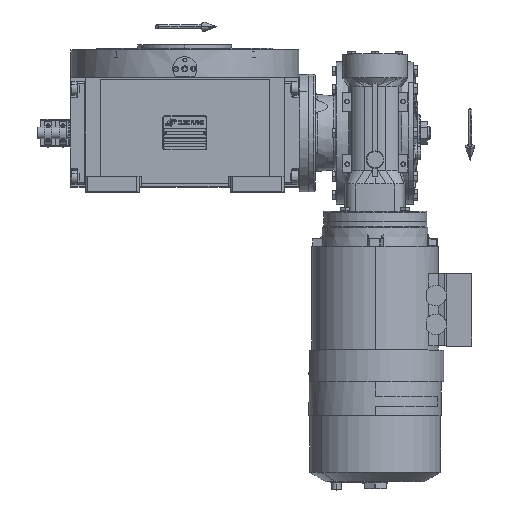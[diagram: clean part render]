
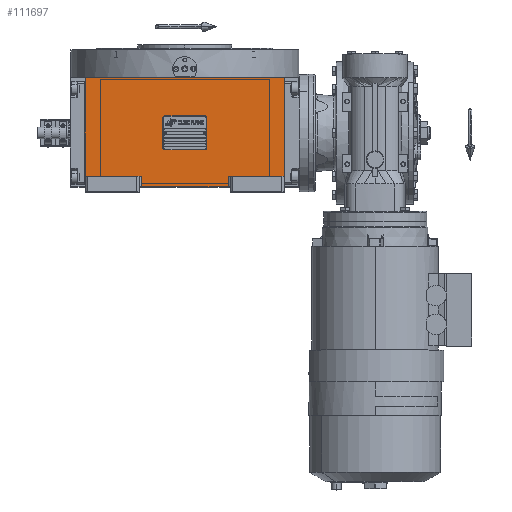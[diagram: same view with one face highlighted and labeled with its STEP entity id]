
A CAD part, top view. The second image highlights one B-rep face of the part: STEP entity #111697.
In plain terms, the highlighted planar face has unit normal (0, 0, 1).
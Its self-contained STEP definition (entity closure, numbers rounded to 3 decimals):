
#38 = EDGE_CURVE ( 'NONE', #85026, #76436, #77735, .T. ) ;
#4659 = DIRECTION ( 'NONE',  ( 0., 0., 1. ) ) ;
#7223 = EDGE_CURVE ( 'NONE', #125717, #106657, #131096, .T. ) ;
#9699 = CARTESIAN_POINT ( 'NONE',  ( 59., -73., 226. ) ) ;
#15087 = ORIENTED_EDGE ( 'NONE', *, *, #7223, .F. ) ;
#17333 = VECTOR ( 'NONE', #108207, 1000. ) ;
#18014 = VECTOR ( 'NONE', #28104, 1000. ) ;
#20854 = CARTESIAN_POINT ( 'NONE',  ( -59., -59., 226. ) ) ;
#21812 = EDGE_CURVE ( 'NONE', #85026, #132418, #66215, .T. ) ;
#22290 = DIRECTION ( 'NONE',  ( 1., 0., 0. ) ) ;
#26641 = CARTESIAN_POINT ( 'NONE',  ( 135., 75., 226. ) ) ;
#28104 = DIRECTION ( 'NONE',  ( 0., 1., 0. ) ) ;
#30404 = DIRECTION ( 'NONE',  ( 1., 0., 0. ) ) ;
#32948 = ORIENTED_EDGE ( 'NONE', *, *, #58039, .F. ) ;
#35461 = DIRECTION ( 'NONE',  ( 0., 1., 0. ) ) ;
#35700 = CARTESIAN_POINT ( 'NONE',  ( -135., -73., 226. ) ) ;
#38293 = LINE ( 'NONE', #43710, #81280 ) ;
#39216 = CARTESIAN_POINT ( 'NONE',  ( -135., -59., 226. ) ) ;
#43359 = VECTOR ( 'NONE', #35461, 1000. ) ;
#43710 = CARTESIAN_POINT ( 'NONE',  ( -59., -73., 226. ) ) ;
#44439 = ORIENTED_EDGE ( 'NONE', *, *, #104715, .T. ) ;
#44866 = AXIS2_PLACEMENT_3D ( 'NONE', #35700, #4659, #130648 ) ;
#47036 = CARTESIAN_POINT ( 'NONE',  ( -135., -59., 226. ) ) ;
#57760 = DIRECTION ( 'NONE',  ( 1., 0., 0. ) ) ;
#58039 = EDGE_CURVE ( 'NONE', #93350, #135917, #99992, .T. ) ;
#63311 = EDGE_LOOP ( 'NONE', ( #127292, #129635, #68475, #44439, #67862, #32948, #128118, #15087 ) ) ;
#66215 = LINE ( 'NONE', #108888, #17333 ) ;
#66989 = DIRECTION ( 'NONE',  ( 0., 1., 0. ) ) ;
#67862 = ORIENTED_EDGE ( 'NONE', *, *, #69406, .F. ) ;
#68475 = ORIENTED_EDGE ( 'NONE', *, *, #38, .T. ) ;
#68765 = CARTESIAN_POINT ( 'NONE',  ( 59., -59., 226. ) ) ;
#69406 = EDGE_CURVE ( 'NONE', #135917, #100125, #124687, .T. ) ;
#74665 = CARTESIAN_POINT ( 'NONE',  ( 59., -59., 226. ) ) ;
#75935 = CARTESIAN_POINT ( 'NONE',  ( -135., -59., 226. ) ) ;
#76436 = VERTEX_POINT ( 'NONE', #77762 ) ;
#77735 = LINE ( 'NONE', #68765, #135214 ) ;
#77762 = CARTESIAN_POINT ( 'NONE',  ( 135., -59., 226. ) ) ;
#77786 = VECTOR ( 'NONE', #66989, 1000. ) ;
#81280 = VECTOR ( 'NONE', #93258, 1000. ) ;
#84716 = VECTOR ( 'NONE', #30404, 1000. ) ;
#85026 = VERTEX_POINT ( 'NONE', #74665 ) ;
#88000 = PLANE ( 'NONE',  #44866 ) ;
#93258 = DIRECTION ( 'NONE',  ( 1., 0., 0. ) ) ;
#93350 = VERTEX_POINT ( 'NONE', #39216 ) ;
#94508 = LINE ( 'NONE', #75935, #123592 ) ;
#97629 = FACE_OUTER_BOUND ( 'NONE', #63311, .T. ) ;
#99992 = LINE ( 'NONE', #47036, #77786 ) ;
#100125 = VERTEX_POINT ( 'NONE', #26641 ) ;
#100176 = EDGE_CURVE ( 'NONE', #125717, #132418, #38293, .T. ) ;
#104715 = EDGE_CURVE ( 'NONE', #76436, #100125, #112686, .T. ) ;
#106657 = VERTEX_POINT ( 'NONE', #20854 ) ;
#108207 = DIRECTION ( 'NONE',  ( 0., -1., 0. ) ) ;
#108888 = CARTESIAN_POINT ( 'NONE',  ( 59., -59., 226. ) ) ;
#111697 = ADVANCED_FACE ( 'NONE', ( #97629 ), #88000, .T. ) ;
#112686 = LINE ( 'NONE', #122384, #18014 ) ;
#116572 = CARTESIAN_POINT ( 'NONE',  ( -135., 75., 226. ) ) ;
#120777 = CARTESIAN_POINT ( 'NONE',  ( -59., -73., 226. ) ) ;
#122384 = CARTESIAN_POINT ( 'NONE',  ( 135., -59., 226. ) ) ;
#122662 = CARTESIAN_POINT ( 'NONE',  ( -135., 75., 226. ) ) ;
#123592 = VECTOR ( 'NONE', #22290, 1000. ) ;
#124687 = LINE ( 'NONE', #122662, #84716 ) ;
#125717 = VERTEX_POINT ( 'NONE', #128078 ) ;
#127292 = ORIENTED_EDGE ( 'NONE', *, *, #100176, .T. ) ;
#128078 = CARTESIAN_POINT ( 'NONE',  ( -59., -73., 226. ) ) ;
#128118 = ORIENTED_EDGE ( 'NONE', *, *, #131890, .T. ) ;
#129635 = ORIENTED_EDGE ( 'NONE', *, *, #21812, .F. ) ;
#130648 = DIRECTION ( 'NONE',  ( 1., 0., 0. ) ) ;
#131096 = LINE ( 'NONE', #120777, #43359 ) ;
#131890 = EDGE_CURVE ( 'NONE', #93350, #106657, #94508, .T. ) ;
#132418 = VERTEX_POINT ( 'NONE', #9699 ) ;
#135214 = VECTOR ( 'NONE', #57760, 1000. ) ;
#135917 = VERTEX_POINT ( 'NONE', #116572 ) ;
